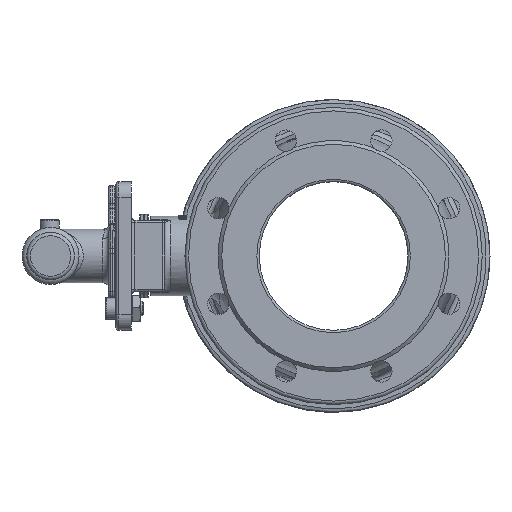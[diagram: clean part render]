
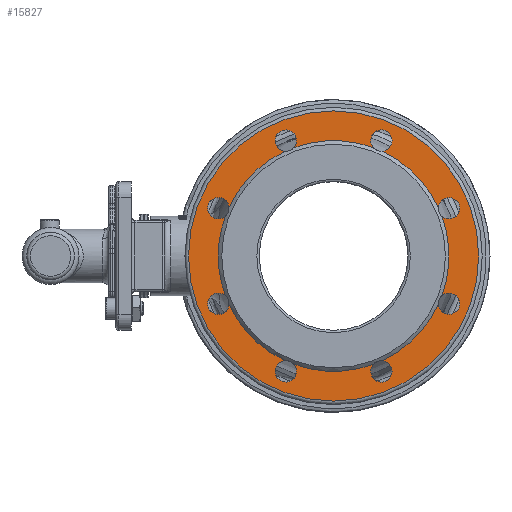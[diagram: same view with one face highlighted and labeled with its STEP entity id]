
A CAD part, left-side view. The second image highlights one B-rep face of the part: STEP entity #15827.
In plain terms, the highlighted planar face has unit normal (-1, 0, 0).
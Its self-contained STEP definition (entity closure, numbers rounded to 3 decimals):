
#604=PLANE('',#16884);
#4603=ORIENTED_EDGE('',*,*,#8762,.F.);
#4604=ORIENTED_EDGE('',*,*,#8763,.F.);
#4605=ORIENTED_EDGE('',*,*,#8764,.F.);
#4606=ORIENTED_EDGE('',*,*,#8765,.F.);
#4607=ORIENTED_EDGE('',*,*,#8766,.F.);
#4608=ORIENTED_EDGE('',*,*,#8767,.F.);
#4609=ORIENTED_EDGE('',*,*,#8768,.F.);
#4610=ORIENTED_EDGE('',*,*,#8769,.F.);
#4611=ORIENTED_EDGE('',*,*,#8770,.F.);
#4612=ORIENTED_EDGE('',*,*,#8771,.F.);
#4613=ORIENTED_EDGE('',*,*,#8772,.F.);
#4614=ORIENTED_EDGE('',*,*,#8773,.F.);
#4615=ORIENTED_EDGE('',*,*,#8774,.F.);
#4616=ORIENTED_EDGE('',*,*,#8775,.F.);
#4617=ORIENTED_EDGE('',*,*,#8776,.F.);
#4618=ORIENTED_EDGE('',*,*,#8777,.F.);
#4619=ORIENTED_EDGE('',*,*,#8778,.F.);
#8762=EDGE_CURVE('',#10836,#10836,#12027,.T.);
#8763=EDGE_CURVE('',#10837,#10838,#12028,.T.);
#8764=EDGE_CURVE('',#10839,#10837,#12029,.T.);
#8765=EDGE_CURVE('',#10840,#10839,#12030,.T.);
#8766=EDGE_CURVE('',#10841,#10840,#12031,.T.);
#8767=EDGE_CURVE('',#10842,#10841,#12032,.T.);
#8768=EDGE_CURVE('',#10843,#10842,#12033,.T.);
#8769=EDGE_CURVE('',#10844,#10843,#12034,.T.);
#8770=EDGE_CURVE('',#10845,#10844,#12035,.T.);
#8771=EDGE_CURVE('',#10846,#10845,#12036,.T.);
#8772=EDGE_CURVE('',#10847,#10846,#12037,.T.);
#8773=EDGE_CURVE('',#10848,#10847,#12038,.T.);
#8774=EDGE_CURVE('',#10849,#10848,#12039,.T.);
#8775=EDGE_CURVE('',#10850,#10849,#12040,.T.);
#8776=EDGE_CURVE('',#10851,#10850,#12041,.T.);
#8777=EDGE_CURVE('',#10852,#10851,#12042,.T.);
#8778=EDGE_CURVE('',#10838,#10852,#12043,.T.);
#10836=VERTEX_POINT('',#45780);
#10837=VERTEX_POINT('',#45782);
#10838=VERTEX_POINT('',#45783);
#10839=VERTEX_POINT('',#45785);
#10840=VERTEX_POINT('',#45787);
#10841=VERTEX_POINT('',#45789);
#10842=VERTEX_POINT('',#45791);
#10843=VERTEX_POINT('',#45793);
#10844=VERTEX_POINT('',#45795);
#10845=VERTEX_POINT('',#45797);
#10846=VERTEX_POINT('',#45799);
#10847=VERTEX_POINT('',#45801);
#10848=VERTEX_POINT('',#45803);
#10849=VERTEX_POINT('',#45805);
#10850=VERTEX_POINT('',#45807);
#10851=VERTEX_POINT('',#45809);
#10852=VERTEX_POINT('',#45811);
#12027=CIRCLE('',#16885,122.);
#12028=CIRCLE('',#16886,9.);
#12029=CIRCLE('',#16887,97.);
#12030=CIRCLE('',#16888,9.);
#12031=CIRCLE('',#16889,97.);
#12032=CIRCLE('',#16890,9.);
#12033=CIRCLE('',#16891,97.);
#12034=CIRCLE('',#16892,9.);
#12035=CIRCLE('',#16893,97.);
#12036=CIRCLE('',#16894,9.);
#12037=CIRCLE('',#16895,97.);
#12038=CIRCLE('',#16896,9.);
#12039=CIRCLE('',#16897,97.);
#12040=CIRCLE('',#16898,9.);
#12041=CIRCLE('',#16899,97.);
#12042=CIRCLE('',#16900,9.);
#12043=CIRCLE('',#16901,97.);
#12852=EDGE_LOOP('',(#4603));
#12853=EDGE_LOOP('',(#4604,#4605,#4606,#4607,#4608,#4609,#4610,#4611,#4612,
#4613,#4614,#4615,#4616,#4617,#4618,#4619));
#14251=FACE_BOUND('',#12852,.T.);
#14252=FACE_BOUND('',#12853,.T.);
#15827=ADVANCED_FACE('',(#14251,#14252),#604,.F.);
#16884=AXIS2_PLACEMENT_3D('',#45778,#18929,#18930);
#16885=AXIS2_PLACEMENT_3D('',#45779,#18931,#18932);
#16886=AXIS2_PLACEMENT_3D('',#45781,#18933,#18934);
#16887=AXIS2_PLACEMENT_3D('',#45784,#18935,#18936);
#16888=AXIS2_PLACEMENT_3D('',#45786,#18937,#18938);
#16889=AXIS2_PLACEMENT_3D('',#45788,#18939,#18940);
#16890=AXIS2_PLACEMENT_3D('',#45790,#18941,#18942);
#16891=AXIS2_PLACEMENT_3D('',#45792,#18943,#18944);
#16892=AXIS2_PLACEMENT_3D('',#45794,#18945,#18946);
#16893=AXIS2_PLACEMENT_3D('',#45796,#18947,#18948);
#16894=AXIS2_PLACEMENT_3D('',#45798,#18949,#18950);
#16895=AXIS2_PLACEMENT_3D('',#45800,#18951,#18952);
#16896=AXIS2_PLACEMENT_3D('',#45802,#18953,#18954);
#16897=AXIS2_PLACEMENT_3D('',#45804,#18955,#18956);
#16898=AXIS2_PLACEMENT_3D('',#45806,#18957,#18958);
#16899=AXIS2_PLACEMENT_3D('',#45808,#18959,#18960);
#16900=AXIS2_PLACEMENT_3D('',#45810,#18961,#18962);
#16901=AXIS2_PLACEMENT_3D('',#45812,#18963,#18964);
#18929=DIRECTION('',(1.,0.,0.));
#18930=DIRECTION('',(0.,1.,0.));
#18931=DIRECTION('',(1.,0.,0.));
#18932=DIRECTION('',(0.,-1.,0.));
#18933=DIRECTION('',(-1.,0.,0.));
#18934=DIRECTION('',(0.,-1.,0.));
#18935=DIRECTION('',(-1.,0.,0.));
#18936=DIRECTION('',(0.,1.,0.));
#18937=DIRECTION('',(-1.,0.,0.));
#18938=DIRECTION('',(0.,-1.,0.));
#18939=DIRECTION('',(-1.,0.,0.));
#18940=DIRECTION('',(0.,1.,0.));
#18941=DIRECTION('',(-1.,0.,0.));
#18942=DIRECTION('',(0.,-1.,0.));
#18943=DIRECTION('',(-1.,0.,0.));
#18944=DIRECTION('',(0.,1.,0.));
#18945=DIRECTION('',(-1.,0.,0.));
#18946=DIRECTION('',(0.,-1.,0.));
#18947=DIRECTION('',(-1.,0.,0.));
#18948=DIRECTION('',(0.,1.,0.));
#18949=DIRECTION('',(-1.,0.,0.));
#18950=DIRECTION('',(0.,-1.,0.));
#18951=DIRECTION('',(-1.,0.,0.));
#18952=DIRECTION('',(0.,1.,0.));
#18953=DIRECTION('',(-1.,0.,0.));
#18954=DIRECTION('',(0.,-1.,0.));
#18955=DIRECTION('',(-1.,0.,0.));
#18956=DIRECTION('',(0.,1.,0.));
#18957=DIRECTION('',(-1.,0.,0.));
#18958=DIRECTION('',(0.,-1.,0.));
#18959=DIRECTION('',(-1.,0.,0.));
#18960=DIRECTION('',(0.,1.,0.));
#18961=DIRECTION('',(-1.,0.,0.));
#18962=DIRECTION('',(0.,-1.,0.));
#18963=DIRECTION('',(-1.,0.,0.));
#18964=DIRECTION('',(0.,1.,0.));
#45778=CARTESIAN_POINT('',(-150.,125.,0.));
#45779=CARTESIAN_POINT('',(-150.,0.,0.));
#45780=CARTESIAN_POINT('',(-150.,-122.,0.));
#45781=CARTESIAN_POINT('',(-150.,97.007,-40.182));
#45782=CARTESIAN_POINT('',(-150.,91.058,-33.429));
#45783=CARTESIAN_POINT('',(-150.,88.025,-40.75));
#45784=CARTESIAN_POINT('',(-150.,0.,0.));
#45785=CARTESIAN_POINT('',(-150.,91.058,33.429));
#45786=CARTESIAN_POINT('',(-150.,97.007,40.182));
#45787=CARTESIAN_POINT('',(-150.,88.025,40.75));
#45788=CARTESIAN_POINT('',(-150.,0.,0.));
#45789=CARTESIAN_POINT('',(-150.,40.75,88.025));
#45790=CARTESIAN_POINT('',(-150.,40.182,97.007));
#45791=CARTESIAN_POINT('',(-150.,33.429,91.058));
#45792=CARTESIAN_POINT('',(-150.,0.,0.));
#45793=CARTESIAN_POINT('',(-150.,-33.429,91.058));
#45794=CARTESIAN_POINT('',(-150.,-40.182,97.007));
#45795=CARTESIAN_POINT('',(-150.,-40.75,88.025));
#45796=CARTESIAN_POINT('',(-150.,0.,0.));
#45797=CARTESIAN_POINT('',(-150.,-88.025,40.75));
#45798=CARTESIAN_POINT('',(-150.,-97.007,40.182));
#45799=CARTESIAN_POINT('',(-150.,-91.058,33.429));
#45800=CARTESIAN_POINT('',(-150.,0.,0.));
#45801=CARTESIAN_POINT('',(-150.,-91.058,-33.429));
#45802=CARTESIAN_POINT('',(-150.,-97.007,-40.182));
#45803=CARTESIAN_POINT('',(-150.,-88.025,-40.75));
#45804=CARTESIAN_POINT('',(-150.,0.,0.));
#45805=CARTESIAN_POINT('',(-150.,-40.75,-88.025));
#45806=CARTESIAN_POINT('',(-150.,-40.182,-97.007));
#45807=CARTESIAN_POINT('',(-150.,-33.429,-91.058));
#45808=CARTESIAN_POINT('',(-150.,0.,0.));
#45809=CARTESIAN_POINT('',(-150.,33.429,-91.058));
#45810=CARTESIAN_POINT('',(-150.,40.182,-97.007));
#45811=CARTESIAN_POINT('',(-150.,40.75,-88.025));
#45812=CARTESIAN_POINT('',(-150.,0.,0.));
